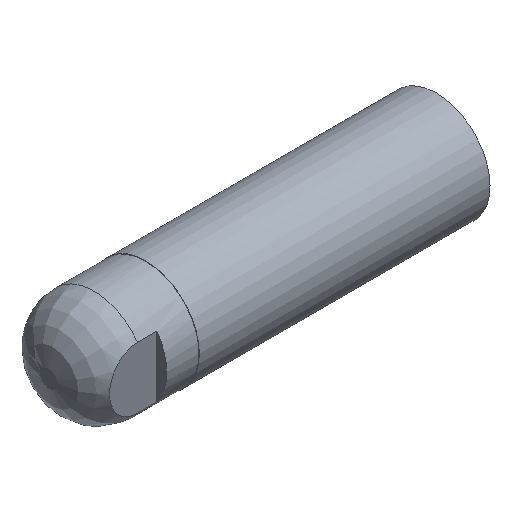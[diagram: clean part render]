
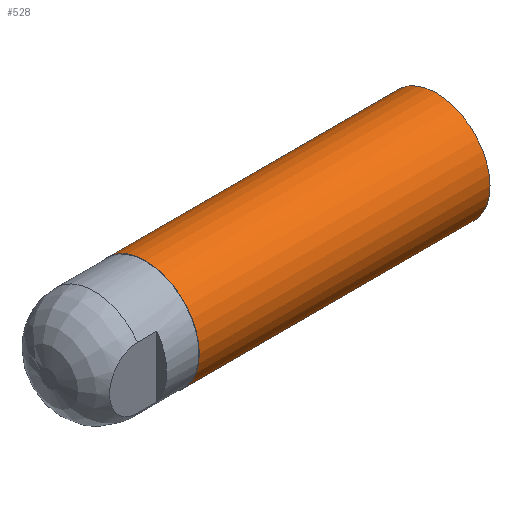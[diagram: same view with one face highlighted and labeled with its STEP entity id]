
A CAD part, isometric view. The second image highlights one B-rep face of the part: STEP entity #528.
In plain terms, the highlighted cylindrical face has radius 16.625 mm (diameter 33.249 mm), a full revolution.
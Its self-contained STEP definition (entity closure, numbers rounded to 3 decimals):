
#494=CARTESIAN_POINT('',(-90.0,16.624,0.0));
#495=VERTEX_POINT('',#494);
#496=CARTESIAN_POINT('',(-90.0,0.,0.0));
#497=DIRECTION('',(1.0,0.0,0.0));
#498=DIRECTION('',(0.0,1.0,0.0));
#499=AXIS2_PLACEMENT_3D('',#496,#497,#498);
#500=CIRCLE('',#499,16.624);
#501=EDGE_CURVE('',#495,#495,#500,.T.);
#509=CARTESIAN_POINT('',(-45.0,0.,0.0));
#510=DIRECTION('',(1.0,0.,0.0));
#511=DIRECTION('',(0.0,1.0,0.0));
#512=AXIS2_PLACEMENT_3D('',#509,#510,#511);
#513=CYLINDRICAL_SURFACE('',#512,16.624);
#514=CARTESIAN_POINT('',(0.,16.625,0.0));
#515=VERTEX_POINT('',#514);
#516=CARTESIAN_POINT('',(0.0,0.0,0.0));
#517=DIRECTION('',(1.0,0.0,0.0));
#518=DIRECTION('',(0.0,1.0,0.0));
#519=AXIS2_PLACEMENT_3D('',#516,#517,#518);
#520=CIRCLE('',#519,16.625);
#521=EDGE_CURVE('',#515,#515,#520,.T.);
#522=ORIENTED_EDGE('',*,*,#521,.F.);
#523=EDGE_LOOP('',(#522));
#524=FACE_OUTER_BOUND('',#523,.T.);
#525=ORIENTED_EDGE('',*,*,#501,.T.);
#526=EDGE_LOOP('',(#525));
#527=FACE_BOUND('',#526,.T.);
#528=ADVANCED_FACE('',(#524,#527),#513,.T.);
